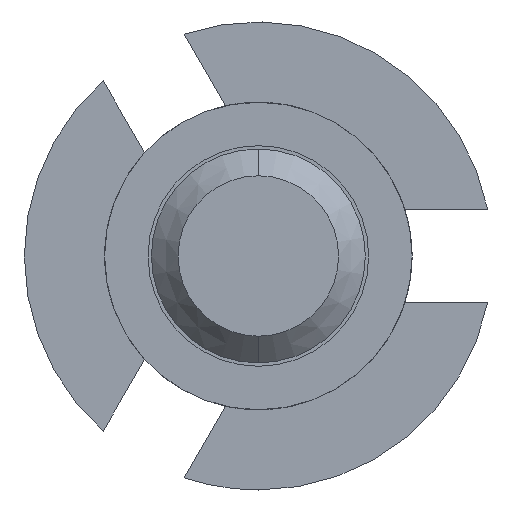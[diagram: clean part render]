
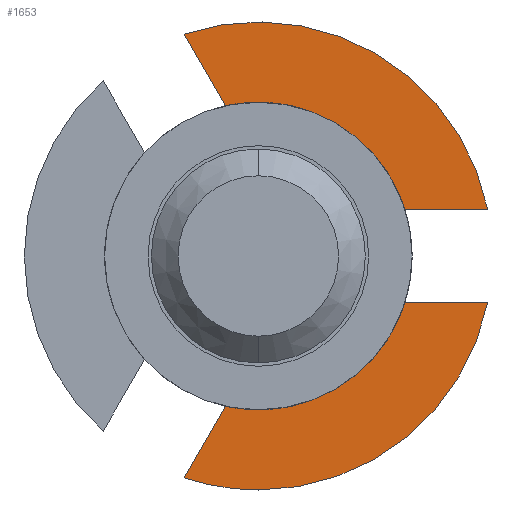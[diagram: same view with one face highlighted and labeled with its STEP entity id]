
A CAD part, front view. The second image highlights one B-rep face of the part: STEP entity #1653.
In plain terms, the highlighted planar face has unit normal (0, -1, 0).
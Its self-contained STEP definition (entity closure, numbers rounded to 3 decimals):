
#166 = CARTESIAN_POINT ( 'NONE',  ( 1.715, 5.5, -0.35 ) ) ;
#173 = DIRECTION ( 'NONE',  ( 1., 0., 0. ) ) ;
#263 = CARTESIAN_POINT ( 'NONE',  ( 0., 5.5, 0. ) ) ;
#277 = CARTESIAN_POINT ( 'NONE',  ( -0.554, 5.5, 1.66 ) ) ;
#286 = VECTOR ( 'NONE', #3598, 1000. ) ;
#300 = ORIENTED_EDGE ( 'NONE', *, *, #2791, .T. ) ;
#358 = EDGE_CURVE ( 'Defeature ausgef�hrt4_35+Defeature ausgef�hrt4_40+Defeature ausgef�hrt4_33+Defeature ausgef�hrt4_41', #4412, #3715, #2214, .T. ) ;
#383 = VECTOR ( 'NONE', #1221, 1000. ) ;
#387 = VERTEX_POINT ( 'NONE', #840 ) ;
#432 = DIRECTION ( 'NONE',  ( 0., -1., 0. ) ) ;
#450 = CARTESIAN_POINT ( 'NONE',  ( -0.108, 5.5, -0.887 ) ) ;
#471 = ORIENTED_EDGE ( 'NONE', *, *, #2228, .F. ) ;
#594 = AXIS2_PLACEMENT_3D ( 'NONE', #3700, #3381, #173 ) ;
#725 = EDGE_CURVE ( 'Defeature ausgef�hrt4_32+Defeature ausgef�hrt4_40+Defeature ausgef�hrt4_31+Defeature ausgef�hrt4_33', #3201, #1607, #3395, .T. ) ;
#735 = CARTESIAN_POINT ( 'NONE',  ( 0.303, 5.5, 0.175 ) ) ;
#753 = DIRECTION ( 'NONE',  ( -1., 0., 0. ) ) ;
#761 = EDGE_CURVE ( 'Defeature ausgef�hrt4_40+Defeature ausgef�hrt4_33+Defeature ausgef�hrt4_35+Defeature ausgef�hrt4_32', #387, #1607, #1363, .T. ) ;
#840 = CARTESIAN_POINT ( 'NONE',  ( 0., 5.5, -1.75 ) ) ;
#860 = VERTEX_POINT ( 'NONE', #1150 ) ;
#912 = CARTESIAN_POINT ( 'NONE',  ( 0., 5.5, -1.078 ) ) ;
#940 = LINE ( 'NONE', #3647, #3925 ) ;
#1005 = CARTESIAN_POINT ( 'NONE',  ( 0., 5.5, 0. ) ) ;
#1130 = VERTEX_POINT ( 'NONE', #1282 ) ;
#1150 = CARTESIAN_POINT ( 'NONE',  ( 1.715, 5.5, 0.35 ) ) ;
#1221 = DIRECTION ( 'NONE',  ( 0.5, 0., 0.866 ) ) ;
#1257 = DIRECTION ( 'NONE',  ( 0.492, 0., -0.87 ) ) ;
#1282 = CARTESIAN_POINT ( 'NONE',  ( -0.108, 5.5, 0.887 ) ) ;
#1283 = DIRECTION ( 'NONE',  ( 0., -1., 0. ) ) ;
#1363 = CIRCLE ( 'NONE', #2726, 1.75 ) ;
#1378 = VERTEX_POINT ( 'NONE', #277 ) ;
#1475 = VERTEX_POINT ( 'NONE', #1769 ) ;
#1487 = ORIENTED_EDGE ( 'NONE', *, *, #358, .F. ) ;
#1493 = DIRECTION ( 'NONE',  ( -0.492, 0., -0.87 ) ) ;
#1501 = CARTESIAN_POINT ( 'NONE',  ( 0.61, 5.5, 0. ) ) ;
#1594 = CARTESIAN_POINT ( 'NONE',  ( -0.61, 5.5, 0. ) ) ;
#1607 = VERTEX_POINT ( 'NONE', #166 ) ;
#1619 = LINE ( 'NONE', #1594, #1906 ) ;
#1653 = ADVANCED_FACE ( 'Defeature ausgef�hrt4_40', ( #3754 ), #2026, .T. ) ;
#1681 = CARTESIAN_POINT ( 'NONE',  ( 0.8, 5.5, -0.35 ) ) ;
#1769 = CARTESIAN_POINT ( 'NONE',  ( 0., 5.5, 1.078 ) ) ;
#1906 = VECTOR ( 'NONE', #1257, 1000. ) ;
#1953 = VECTOR ( 'NONE', #2511, 1000. ) ;
#1964 = EDGE_LOOP ( 'NONE', ( #1487, #300, #3437, #3035, #4594, #4065, #4307, #3649, #3054, #2069, #471, #4578 ) ) ;
#1976 = EDGE_CURVE ( 'Defeature ausgef�hrt4_30+Defeature ausgef�hrt4_40+Defeature ausgef�hrt4_29+Defeature ausgef�hrt4_31', #860, #3905, #3270, .T. ) ;
#2017 = DIRECTION ( 'NONE',  ( 1., 0., 0. ) ) ;
#2026 = PLANE ( 'NONE',  #2630 ) ;
#2043 = CARTESIAN_POINT ( 'NONE',  ( 0.8, 5.5, 0.35 ) ) ;
#2069 = ORIENTED_EDGE ( 'NONE', *, *, #4482, .F. ) ;
#2105 = EDGE_CURVE ( 'Defeature ausgef�hrt4_39+Defeature ausgef�hrt4_40+Defeature ausgef�hrt4_43+Defeature ausgef�hrt4_38', #1475, #1130, #940, .T. ) ;
#2150 = CARTESIAN_POINT ( 'NONE',  ( 0., 5.5, -1.078 ) ) ;
#2205 = EDGE_CURVE ( 'Defeature ausgef�hrt4_38+Defeature ausgef�hrt4_40+Defeature ausgef�hrt4_39+Defeature ausgef�hrt4_29', #1130, #1378, #3088, .T. ) ;
#2214 = LINE ( 'NONE', #3548, #383 ) ;
#2228 = EDGE_CURVE ( 'Defeature ausgef�hrt4_42+Defeature ausgef�hrt4_40+Defeature ausgef�hrt4_41+Defeature ausgef�hrt4_43', #2480, #2300, #4534, .T. ) ;
#2249 = CIRCLE ( 'NONE', #4601, 1.75 ) ;
#2300 = VERTEX_POINT ( 'NONE', #1501 ) ;
#2447 = VECTOR ( 'NONE', #2836, 1000. ) ;
#2480 = VERTEX_POINT ( 'NONE', #912 ) ;
#2511 = DIRECTION ( 'NONE',  ( 0., 0., -1. ) ) ;
#2548 = LINE ( 'NONE', #4316, #1953 ) ;
#2581 = CARTESIAN_POINT ( 'NONE',  ( 0., 5.5, 0. ) ) ;
#2630 = AXIS2_PLACEMENT_3D ( 'NONE', #263, #1283, #4169 ) ;
#2725 = VECTOR ( 'NONE', #3497, 1000. ) ;
#2726 = AXIS2_PLACEMENT_3D ( 'NONE', #2581, #432, #2940 ) ;
#2773 = CARTESIAN_POINT ( 'NONE',  ( -0.554, 5.5, -1.66 ) ) ;
#2791 = EDGE_CURVE ( 'Defeature ausgef�hrt4_40+Defeature ausgef�hrt4_33+Defeature ausgef�hrt4_35+Defeature ausgef�hrt4_32', #4412, #387, #4162, .T. ) ;
#2836 = DIRECTION ( 'NONE',  ( 1., 0., 0. ) ) ;
#2940 = DIRECTION ( 'NONE',  ( 1., 0., 0. ) ) ;
#3035 = ORIENTED_EDGE ( 'NONE', *, *, #725, .F. ) ;
#3054 = ORIENTED_EDGE ( 'NONE', *, *, #2105, .F. ) ;
#3088 = LINE ( 'NONE', #735, #4079 ) ;
#3190 = EDGE_CURVE ( 'Defeature ausgef�hrt4_31+Defeature ausgef�hrt4_40+Defeature ausgef�hrt4_30+Defeature ausgef�hrt4_32', #3905, #3201, #2548, .T. ) ;
#3201 = VERTEX_POINT ( 'NONE', #1681 ) ;
#3270 = LINE ( 'NONE', #4353, #3594 ) ;
#3381 = DIRECTION ( 'NONE',  ( 0., -1., 0. ) ) ;
#3395 = LINE ( 'NONE', #3880, #2447 ) ;
#3437 = ORIENTED_EDGE ( 'NONE', *, *, #761, .T. ) ;
#3461 = DIRECTION ( 'NONE',  ( 0., -1., 0. ) ) ;
#3497 = DIRECTION ( 'NONE',  ( -0.492, 0., 0.87 ) ) ;
#3548 = CARTESIAN_POINT ( 'NONE',  ( 0.303, 5.5, -0.175 ) ) ;
#3572 = EDGE_CURVE ( 'Defeature ausgef�hrt4_41+Defeature ausgef�hrt4_40+Defeature ausgef�hrt4_35+Defeature ausgef�hrt4_42', #3715, #2480, #1619, .T. ) ;
#3594 = VECTOR ( 'NONE', #753, 1000. ) ;
#3598 = DIRECTION ( 'NONE',  ( 0.492, 0., 0.87 ) ) ;
#3647 = CARTESIAN_POINT ( 'NONE',  ( 0., 5.5, 1.078 ) ) ;
#3649 = ORIENTED_EDGE ( 'NONE', *, *, #2205, .F. ) ;
#3700 = CARTESIAN_POINT ( 'NONE',  ( 0., 5.5, 0. ) ) ;
#3715 = VERTEX_POINT ( 'NONE', #450 ) ;
#3754 = FACE_OUTER_BOUND ( 'NONE', #1964, .T. ) ;
#3880 = CARTESIAN_POINT ( 'NONE',  ( 0., 5.5, -0.35 ) ) ;
#3905 = VERTEX_POINT ( 'NONE', #2043 ) ;
#3925 = VECTOR ( 'NONE', #1493, 1000. ) ;
#3957 = DIRECTION ( 'NONE',  ( -0.5, 0., 0.866 ) ) ;
#4065 = ORIENTED_EDGE ( 'NONE', *, *, #1976, .F. ) ;
#4079 = VECTOR ( 'NONE', #3957, 1000. ) ;
#4162 = CIRCLE ( 'NONE', #594, 1.75 ) ;
#4169 = DIRECTION ( 'NONE',  ( 1., 0., 0. ) ) ;
#4307 = ORIENTED_EDGE ( 'NONE', *, *, #4420, .T. ) ;
#4316 = CARTESIAN_POINT ( 'NONE',  ( 0.8, 5.5, 0. ) ) ;
#4350 = LINE ( 'NONE', #4553, #2725 ) ;
#4353 = CARTESIAN_POINT ( 'NONE',  ( 0., 5.5, 0.35 ) ) ;
#4412 = VERTEX_POINT ( 'NONE', #2773 ) ;
#4420 = EDGE_CURVE ( 'Defeature ausgef�hrt4_40+Defeature ausgef�hrt4_29+Defeature ausgef�hrt4_30+Defeature ausgef�hrt4_38', #860, #1378, #2249, .T. ) ;
#4482 = EDGE_CURVE ( 'Defeature ausgef�hrt4_43+Defeature ausgef�hrt4_40+Defeature ausgef�hrt4_42+Defeature ausgef�hrt4_39', #2300, #1475, #4350, .T. ) ;
#4534 = LINE ( 'NONE', #2150, #286 ) ;
#4553 = CARTESIAN_POINT ( 'NONE',  ( 0.61, 5.5, 0. ) ) ;
#4578 = ORIENTED_EDGE ( 'NONE', *, *, #3572, .F. ) ;
#4594 = ORIENTED_EDGE ( 'NONE', *, *, #3190, .F. ) ;
#4601 = AXIS2_PLACEMENT_3D ( 'NONE', #1005, #3461, #2017 ) ;
